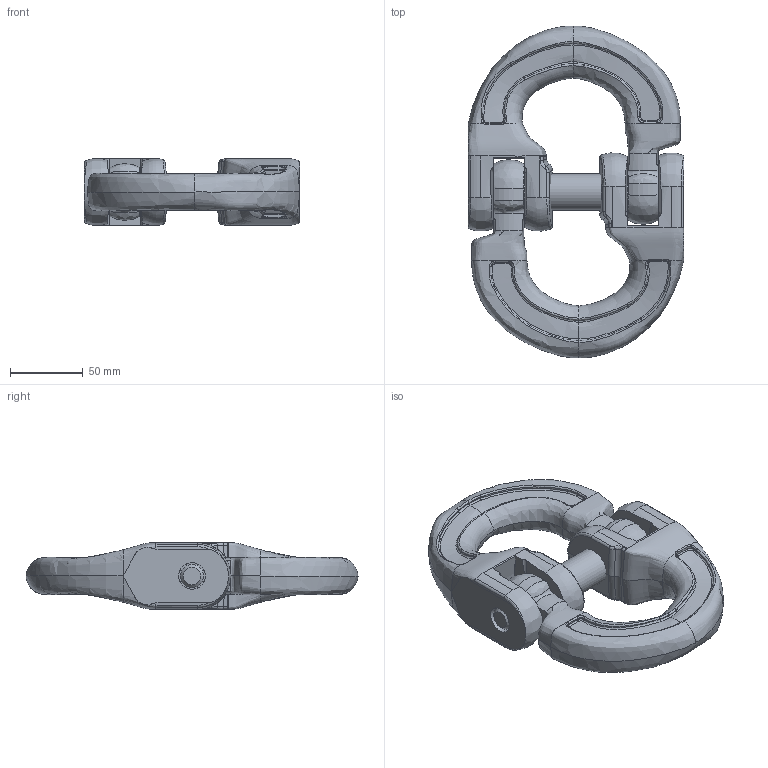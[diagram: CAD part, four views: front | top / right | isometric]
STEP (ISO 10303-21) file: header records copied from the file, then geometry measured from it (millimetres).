
FILE_DESCRIPTION(/* description */ (''),/* implementation_level */ '2;1');
FILE_NAME(/* name */ 'pewag_CW_22.stp',/* time_stamp */ '2024-01-22T11:08:10+01:00',/* author */ (''),/* organization */ (''),/* preprocessor_version */ 'ST-DEVELOPER v16',/* originating_system */ 'SIEMENS PLM Software NX 11.0',/* authorisation */ '');
FILE_SCHEMA (('AUTOMOTIVE_DESIGN { 1 0 10303 214 3 1 1 1 }'));
Length unit declared in the file: millimetre
Products named in the file (1): RSD3B78E4D7nhva
Bounding box: 148.15 x 228.6 x 46 mm (x, y, z)
Volume: 565374.7 mm3; surface area: 102232.5 mm2
Topology: 4 solids, 4 shells, 459 faces, 1137 edges, 680 vertices
Faces by surface type: bspline 248, cylinder 131, plane 58, torus 8, extrusion 8, cone 6
Full cylindrical faces by diameter (mm): 16 x2, 18.3 x6, 25 x1
Entity records: 74850 total; most frequent: CARTESIAN_POINT 66024, ORIENTED_EDGE 2240, DIRECTION 1218, EDGE_CURVE 1120, VERTEX_POINT 674, B_SPLINE_CURVE_WITH_KNOTS 628, AXIS2_PLACEMENT_3D 505, EDGE_LOOP 478
